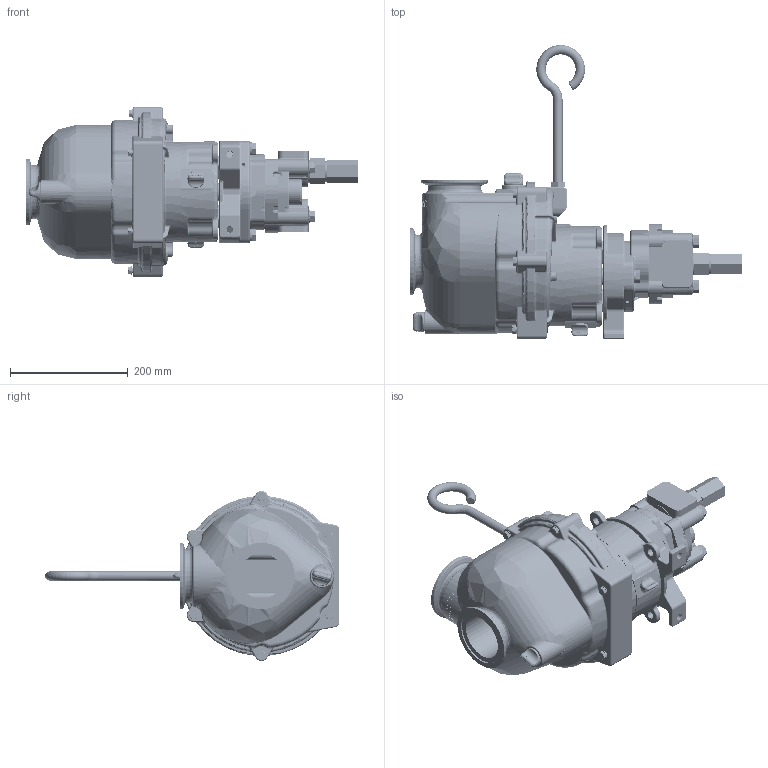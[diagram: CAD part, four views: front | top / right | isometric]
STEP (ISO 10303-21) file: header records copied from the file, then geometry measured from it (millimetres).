
FILE_DESCRIPTION((''),'2;1');
FILE_NAME('M332PIHYW.stp','2013-01-31T13:13:44',('mclevenger'),(''),'Autodesk Inventor 2012','Autodesk Inventor 2012','');
FILE_SCHEMA(('AUTOMOTIVE_DESIGN { 1 0 10303 214 1 1 1 1 }'));
Length unit declared in the file: inch
Products named in the file (38): M332PIHYW; 19703W; 19201W; M19712X; 13719; 15035; 12717; 12709; 13055; 19702; 19772; 12705; 19766; 12719A; 12902A; BF207; 12901; 16901; V10117; CV10175; 12777; UV15163; V10118; 12715A; 18034; 18033; 13777; 13778; 19001H; HY1012; HY10121; HY10123; HY10122; 18502; 18055H; A203V; 17449; 18058
Assembly tree (71 placements, depth 3):
  M332PIHYW
    19703W
    19201W
    M19712X
    13719
    15035
    12717  x4
    12709  x4
    13055
    19702
    19772
    12705
    19766
    12719A
    12902A
    BF207
    12901  x4
    16901
    V10117  x4
    CV10175
    12777  x2
    UV15163  x2
    V10118  x9
    12715A  x9
    18034
    18033
    13777  x2
    13778  x2
    19001H
    HY1012
      HY10121
      HY10123
      HY10122
    18502
    18055H
    A203V
    17449  x2
    18058  x2
Bounding box: 563.16 x 498.32 x 288.93 mm (x, y, z)
Volume: 6275351.2 mm3; surface area: 1523003.1 mm2
Topology: 74 solids, 87 shells, 8066 faces, 18822 edges, 10942 vertices
Faces by surface type: cylinder 2662, plane 1729, cone 1670, bspline 1202, torus 684, sphere 119
Full cylindrical faces by diameter (mm): 6.401 x4, 6.782 x9, 7.798 x1, 7.95 x4, 8.128 x4, 8.204 x9, 8.731 x4, 9.677 x4, 10.312 x3, 10.319 x1, 10.592 x3, 10.795 x4, 11.112 x2, 11.113 x2, 12.7 x10, 13.106 x4, 13.386 x1, 13.487 x4, 14.224 x4, 14.249 x4, 14.529 x2, 15.875 x2, 15.889 x4, 17.399 x1, 17.462 x1, 17.475 x4, 17.78 x2, 18.542 x16, 19.012 x1, 19.05 x1
Entity records: 207397 total; most frequent: CARTESIAN_POINT 91090, ORIENTED_EDGE 24388, DIRECTION 22438, EDGE_CURVE 12194, AXIS2_PLACEMENT_3D 9079, VERTEX_POINT 7512, EDGE_LOOP 6139, FACE_OUTER_BOUND 5381
